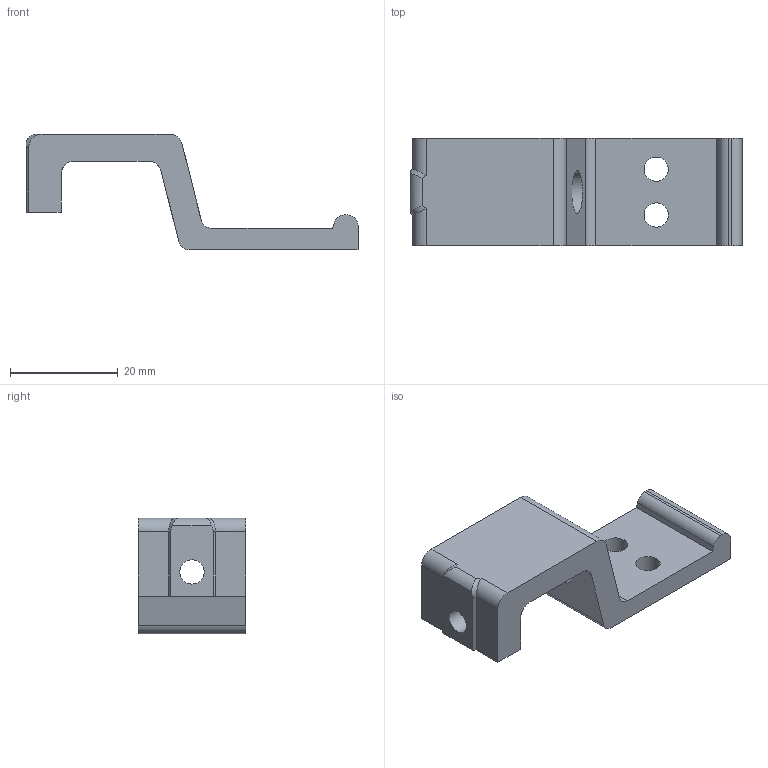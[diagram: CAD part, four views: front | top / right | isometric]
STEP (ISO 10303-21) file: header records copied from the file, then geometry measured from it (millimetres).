
FILE_DESCRIPTION(/* description */ (''),/* implementation_level */ '2;1');
FILE_NAME(/* name */ 'CC Carrier holder vert.step',/* time_stamp */ '2018-02-10T15:03:06-05:00',/* author */ ('oliver.lewis.art'),/* organization */ (''),/* preprocessor_version */ 'ST-DEVELOPER v16.13',/* originating_system */ 'Autodesk Translation Framework v6.5.0.72',/* authorisation */ '');
FILE_SCHEMA (('AUTOMOTIVE_DESIGN { 1 0 10303 214 3 1 1 }'));
Length unit declared in the file: millimetre
Products named in the file (1): CC Carrier holder vert
Bounding box: 61.6 x 20 x 21.5 mm (x, y, z)
Volume: 7724.2 mm3; surface area: 4480.5 mm2
Topology: 1 solids, 1 shells, 35 faces, 101 edges, 67 vertices
Faces by surface type: plane 18, cylinder 17
Full cylindrical faces by diameter (mm): 4.5 x3, 8 x1
Entity records: 1227 total; most frequent: CARTESIAN_POINT 226, DIRECTION 204, ORIENTED_EDGE 202, EDGE_CURVE 101, AXIS2_PLACEMENT_3D 69, VERTEX_POINT 67, LINE 66, VECTOR 66
